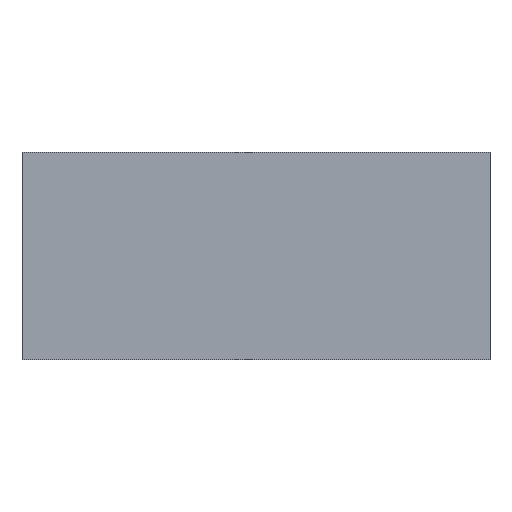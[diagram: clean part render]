
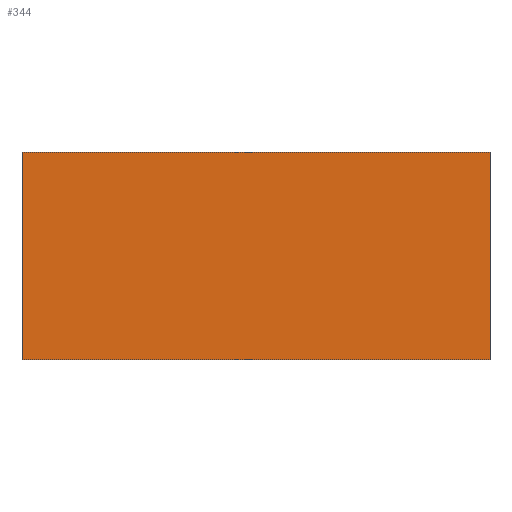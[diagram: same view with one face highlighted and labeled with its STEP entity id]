
A CAD part, front view. The second image highlights one B-rep face of the part: STEP entity #344.
In plain terms, the highlighted planar face has unit normal (0, -1, 0).
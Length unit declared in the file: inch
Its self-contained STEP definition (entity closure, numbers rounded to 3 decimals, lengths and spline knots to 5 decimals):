
#344 = ADVANCED_FACE( '', ( #753 ), #754, .F. );
#753 = FACE_OUTER_BOUND( '', #1193, .T. );
#754 = PLANE( '', #1194 );
#1193 = EDGE_LOOP( '', ( #2173, #2174, #2175, #2176 ) );
#1194 = AXIS2_PLACEMENT_3D( '', #2177, #2178, #2179 );
#2173 = ORIENTED_EDGE( '', *, *, #2760, .T. );
#2174 = ORIENTED_EDGE( '', *, *, #2733, .F. );
#2175 = ORIENTED_EDGE( '', *, *, #2876, .F. );
#2176 = ORIENTED_EDGE( '', *, *, #2627, .T. );
#2177 = CARTESIAN_POINT( '', ( 1.688, 0., 0.75 ) );
#2178 = DIRECTION( '', ( 0., 1., 0. ) );
#2179 = DIRECTION( '', ( 0., 0., 1. ) );
#2627 = EDGE_CURVE( '', #3201, #3199, #3202, .T. );
#2733 = EDGE_CURVE( '', #3364, #3362, #3366, .T. );
#2760 = EDGE_CURVE( '', #3199, #3362, #3403, .T. );
#2876 = EDGE_CURVE( '', #3201, #3364, #3560, .T. );
#3199 = VERTEX_POINT( '', #3966 );
#3201 = VERTEX_POINT( '', #3969 );
#3202 = LINE( '', #3970, #3971 );
#3362 = VERTEX_POINT( '', #4188 );
#3364 = VERTEX_POINT( '', #4191 );
#3366 = LINE( '', #4194, #4195 );
#3403 = LINE( '', #4247, #4248 );
#3560 = LINE( '', #4462, #4463 );
#3966 = CARTESIAN_POINT( '', ( 0., 0., 0.75 ) );
#3969 = CARTESIAN_POINT( '', ( 1.688, 0., 0.75 ) );
#3970 = CARTESIAN_POINT( '', ( 1.688, 0., 0.75 ) );
#3971 = VECTOR( '', #4797, 39.37008 );
#4188 = CARTESIAN_POINT( '', ( 0., 0., 0. ) );
#4191 = CARTESIAN_POINT( '', ( 1.688, 0., 0. ) );
#4194 = CARTESIAN_POINT( '', ( 1.688, 0., 0. ) );
#4195 = VECTOR( '', #4926, 39.37008 );
#4247 = CARTESIAN_POINT( '', ( 0., 0., 0.75 ) );
#4248 = VECTOR( '', #4948, 39.37008 );
#4462 = CARTESIAN_POINT( '', ( 1.688, 0., 0.75 ) );
#4463 = VECTOR( '', #5060, 39.37008 );
#4797 = DIRECTION( '', ( -1., 0., 0. ) );
#4926 = DIRECTION( '', ( -1., 0., 0. ) );
#4948 = DIRECTION( '', ( 0., 0., -1. ) );
#5060 = DIRECTION( '', ( 0., 0., -1. ) );
